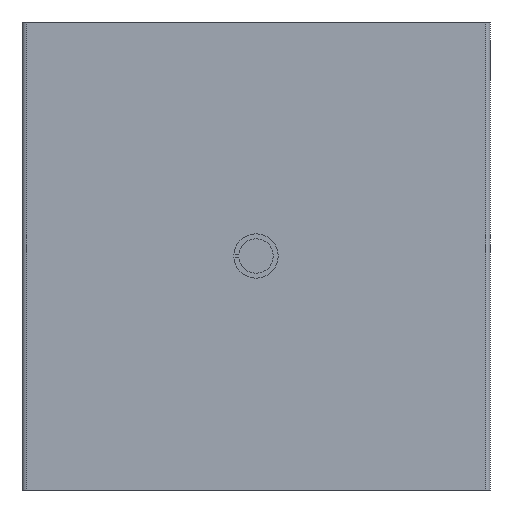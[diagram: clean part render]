
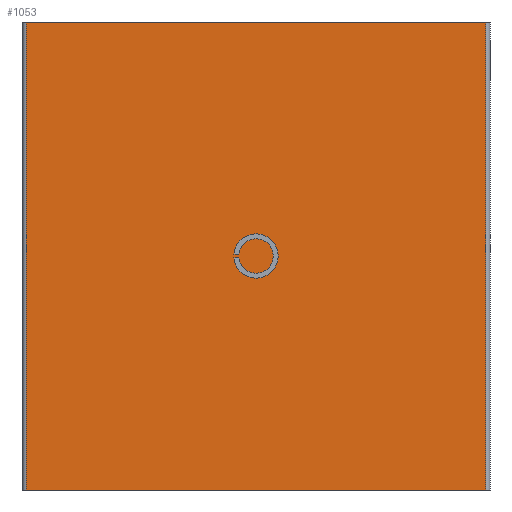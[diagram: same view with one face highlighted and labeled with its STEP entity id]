
A CAD part, front view. The second image highlights one B-rep face of the part: STEP entity #1053.
In plain terms, the highlighted planar face has unit normal (0, -1, 0).
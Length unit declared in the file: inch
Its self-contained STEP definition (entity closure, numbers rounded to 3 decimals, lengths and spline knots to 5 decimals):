
#17 = VERTEX_POINT ( 'NONE', #251 ) ;
#23 = VECTOR ( 'NONE', #342, 39.37008 ) ;
#32 = VERTEX_POINT ( 'NONE', #256 ) ;
#55 = DIRECTION ( 'NONE',  ( 0., -1., 0. ) ) ;
#70 = CARTESIAN_POINT ( 'NONE',  ( -5.95, 0., 0.05 ) ) ;
#87 = EDGE_CURVE ( 'NONE', #1051, #1019, #827, .T. ) ;
#93 = CARTESIAN_POINT ( 'NONE',  ( 0., 0., 0. ) ) ;
#106 = VERTEX_POINT ( 'NONE', #897 ) ;
#108 = DIRECTION ( 'NONE',  ( 0., 0., 1. ) ) ;
#111 = DIRECTION ( 'NONE',  ( 0., -1., 0. ) ) ;
#118 = CARTESIAN_POINT ( 'NONE',  ( 0., 0., 0. ) ) ;
#121 = ORIENTED_EDGE ( 'NONE', *, *, #334, .F. ) ;
#130 = CARTESIAN_POINT ( 'NONE',  ( 0., 0., 0. ) ) ;
#135 = EDGE_CURVE ( 'NONE', #726, #106, #365, .T. ) ;
#136 = CARTESIAN_POINT ( 'NONE',  ( 5.842, 0., -5.95 ) ) ;
#140 = EDGE_CURVE ( 'NONE', #703, #797, #398, .T. ) ;
#144 = EDGE_LOOP ( 'NONE', ( #178, #320, #686, #889, #817, #728, #764, #1013 ) ) ;
#147 = DIRECTION ( 'NONE',  ( -1., 0., 0. ) ) ;
#153 = VECTOR ( 'NONE', #718, 39.37008 ) ;
#178 = ORIENTED_EDGE ( 'NONE', *, *, #700, .T. ) ;
#184 = EDGE_CURVE ( 'NONE', #904, #1051, #385, .T. ) ;
#203 = AXIS2_PLACEMENT_3D ( 'NONE', #619, #111, #957 ) ;
#208 = CIRCLE ( 'NONE', #809, 0.4375 ) ;
#215 = ORIENTED_EDGE ( 'NONE', *, *, #522, .T. ) ;
#245 = VECTOR ( 'NONE', #979, 39.37008 ) ;
#251 = CARTESIAN_POINT ( 'NONE',  ( -5.842, 0., 5.95 ) ) ;
#256 = CARTESIAN_POINT ( 'NONE',  ( 0., 0., 0.5625 ) ) ;
#267 = DIRECTION ( 'NONE',  ( 0., 1., 0. ) ) ;
#281 = CARTESIAN_POINT ( 'NONE',  ( 0., 0., 0. ) ) ;
#292 = AXIS2_PLACEMENT_3D ( 'NONE', #513, #842, #108 ) ;
#302 = CARTESIAN_POINT ( 'NONE',  ( 0., 0., 0.4375 ) ) ;
#307 = LINE ( 'NONE', #632, #892 ) ;
#316 = DIRECTION ( 'NONE',  ( 1., 0., 0. ) ) ;
#320 = ORIENTED_EDGE ( 'NONE', *, *, #921, .T. ) ;
#334 = EDGE_CURVE ( 'NONE', #532, #726, #968, .T. ) ;
#342 = DIRECTION ( 'NONE',  ( 0., 0., -1. ) ) ;
#359 = DIRECTION ( 'NONE',  ( 0., 0., 1. ) ) ;
#365 = LINE ( 'NONE', #613, #953 ) ;
#372 = FACE_OUTER_BOUND ( 'NONE', #894, .T. ) ;
#377 = PLANE ( 'NONE',  #203 ) ;
#385 = CIRCLE ( 'NONE', #520, 0.5625 ) ;
#387 = EDGE_CURVE ( 'NONE', #797, #782, #208, .T. ) ;
#398 = CIRCLE ( 'NONE', #794, 0.4375 ) ;
#418 = EDGE_CURVE ( 'NONE', #17, #532, #307, .T. ) ;
#485 = CARTESIAN_POINT ( 'NONE',  ( -0.43463, 0., 0.05 ) ) ;
#488 = LINE ( 'NONE', #663, #23 ) ;
#513 = CARTESIAN_POINT ( 'NONE',  ( 0., 0., 0. ) ) ;
#518 = AXIS2_PLACEMENT_3D ( 'NONE', #93, #267, #590 ) ;
#519 = CARTESIAN_POINT ( 'NONE',  ( 5.842, 0., -5.95 ) ) ;
#520 = AXIS2_PLACEMENT_3D ( 'NONE', #844, #598, #359 ) ;
#522 = EDGE_CURVE ( 'NONE', #17, #106, #488, .T. ) ;
#524 = DIRECTION ( 'NONE',  ( 0., -1., 0. ) ) ;
#531 = EDGE_CURVE ( 'NONE', #782, #971, #581, .T. ) ;
#532 = VERTEX_POINT ( 'NONE', #806 ) ;
#581 = LINE ( 'NONE', #70, #982 ) ;
#590 = DIRECTION ( 'NONE',  ( 0., 0., 1. ) ) ;
#598 = DIRECTION ( 'NONE',  ( 0., 1., 0. ) ) ;
#605 = DIRECTION ( 'NONE',  ( 0., 0., 1. ) ) ;
#613 = CARTESIAN_POINT ( 'NONE',  ( -5.95, 0., -5.95 ) ) ;
#619 = CARTESIAN_POINT ( 'NONE',  ( -5.95, 0., -5.95 ) ) ;
#631 = ORIENTED_EDGE ( 'NONE', *, *, #418, .F. ) ;
#632 = CARTESIAN_POINT ( 'NONE',  ( 5.95, 0., 5.95 ) ) ;
#663 = CARTESIAN_POINT ( 'NONE',  ( -5.842, 0., -5.95 ) ) ;
#672 = CIRCLE ( 'NONE', #292, 0.5625 ) ;
#676 = CARTESIAN_POINT ( 'NONE',  ( -0.56027, 0., 0.05 ) ) ;
#686 = ORIENTED_EDGE ( 'NONE', *, *, #184, .T. ) ;
#700 = EDGE_CURVE ( 'NONE', #971, #32, #672, .T. ) ;
#703 = VERTEX_POINT ( 'NONE', #920 ) ;
#718 = DIRECTION ( 'NONE',  ( 0., 0., -1. ) ) ;
#726 = VERTEX_POINT ( 'NONE', #519 ) ;
#728 = ORIENTED_EDGE ( 'NONE', *, *, #140, .T. ) ;
#759 = CARTESIAN_POINT ( 'NONE',  ( -0.43463, 0., -0.05 ) ) ;
#764 = ORIENTED_EDGE ( 'NONE', *, *, #387, .T. ) ;
#770 = FACE_BOUND ( 'NONE', #144, .T. ) ;
#782 = VERTEX_POINT ( 'NONE', #485 ) ;
#794 = AXIS2_PLACEMENT_3D ( 'NONE', #281, #524, #926 ) ;
#797 = VERTEX_POINT ( 'NONE', #302 ) ;
#806 = CARTESIAN_POINT ( 'NONE',  ( 5.842, 0., 5.95 ) ) ;
#809 = AXIS2_PLACEMENT_3D ( 'NONE', #130, #55, #1050 ) ;
#817 = ORIENTED_EDGE ( 'NONE', *, *, #1057, .T. ) ;
#822 = CARTESIAN_POINT ( 'NONE',  ( 0., 0., -0.5625 ) ) ;
#827 = LINE ( 'NONE', #1065, #245 ) ;
#842 = DIRECTION ( 'NONE',  ( 0., 1., 0. ) ) ;
#844 = CARTESIAN_POINT ( 'NONE',  ( 0., 0., 0. ) ) ;
#866 = DIRECTION ( 'NONE',  ( -1., 0., 0. ) ) ;
#869 = CARTESIAN_POINT ( 'NONE',  ( -0.56027, 0., -0.05 ) ) ;
#889 = ORIENTED_EDGE ( 'NONE', *, *, #87, .T. ) ;
#892 = VECTOR ( 'NONE', #316, 39.37008 ) ;
#894 = EDGE_LOOP ( 'NONE', ( #944, #121, #631, #215 ) ) ;
#897 = CARTESIAN_POINT ( 'NONE',  ( -5.842, 0., -5.95 ) ) ;
#904 = VERTEX_POINT ( 'NONE', #822 ) ;
#920 = CARTESIAN_POINT ( 'NONE',  ( 0., 0., -0.4375 ) ) ;
#921 = EDGE_CURVE ( 'NONE', #32, #904, #933, .T. ) ;
#926 = DIRECTION ( 'NONE',  ( 0., 0., 1. ) ) ;
#933 = CIRCLE ( 'NONE', #518, 0.5625 ) ;
#940 = DIRECTION ( 'NONE',  ( 0., -1., 0. ) ) ;
#944 = ORIENTED_EDGE ( 'NONE', *, *, #135, .F. ) ;
#953 = VECTOR ( 'NONE', #866, 39.37008 ) ;
#957 = DIRECTION ( 'NONE',  ( 0., 0., -1. ) ) ;
#966 = AXIS2_PLACEMENT_3D ( 'NONE', #118, #940, #605 ) ;
#968 = LINE ( 'NONE', #136, #153 ) ;
#971 = VERTEX_POINT ( 'NONE', #676 ) ;
#979 = DIRECTION ( 'NONE',  ( 1., 0., 0. ) ) ;
#982 = VECTOR ( 'NONE', #147, 39.37008 ) ;
#1013 = ORIENTED_EDGE ( 'NONE', *, *, #531, .T. ) ;
#1018 = CIRCLE ( 'NONE', #966, 0.4375 ) ;
#1019 = VERTEX_POINT ( 'NONE', #759 ) ;
#1050 = DIRECTION ( 'NONE',  ( 0., 0., 1. ) ) ;
#1051 = VERTEX_POINT ( 'NONE', #869 ) ;
#1053 = ADVANCED_FACE ( 'NONE', ( #372, #770 ), #377, .T. ) ;
#1057 = EDGE_CURVE ( 'NONE', #1019, #703, #1018, .T. ) ;
#1065 = CARTESIAN_POINT ( 'NONE',  ( -5.95, 0., -0.05 ) ) ;
